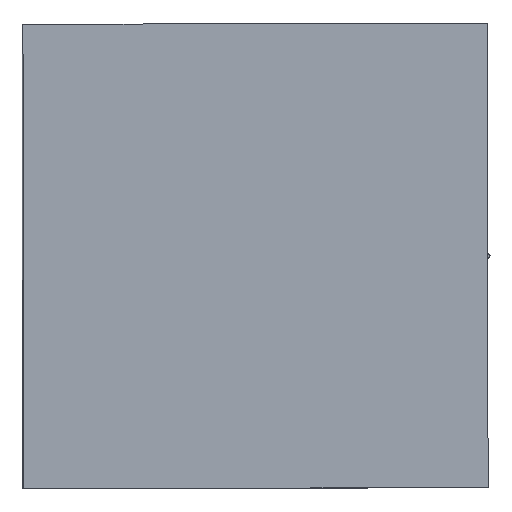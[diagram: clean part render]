
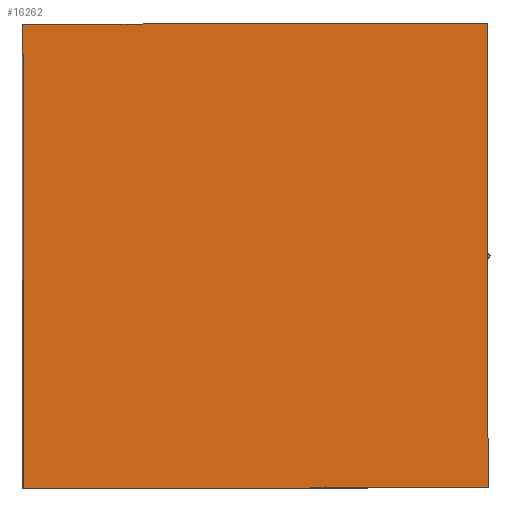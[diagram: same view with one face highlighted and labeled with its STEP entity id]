
A CAD part, top view. The second image highlights one B-rep face of the part: STEP entity #16262.
In plain terms, the highlighted face is planar.
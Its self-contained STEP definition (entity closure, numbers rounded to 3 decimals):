
#1207=FACE_OUTER_BOUND('',#2209,.T.);
#2209=EDGE_LOOP('',(#14615,#14616,#14617,#14618));
#4121=LINE('',#26527,#6041);
#4124=LINE('',#26533,#6044);
#4127=LINE('',#26539,#6047);
#4130=LINE('',#26543,#6050);
#6041=VECTOR('',#21882,10.);
#6044=VECTOR('',#21887,10.);
#6047=VECTOR('',#21892,10.);
#6050=VECTOR('',#21897,10.);
#7867=VERTEX_POINT('',#26524);
#7868=VERTEX_POINT('',#26526);
#7870=VERTEX_POINT('',#26532);
#7872=VERTEX_POINT('',#26538);
#10113=EDGE_CURVE('',#7868,#7867,#4121,.T.);
#10116=EDGE_CURVE('',#7870,#7868,#4124,.T.);
#10119=EDGE_CURVE('',#7872,#7870,#4127,.T.);
#10122=EDGE_CURVE('',#7867,#7872,#4130,.T.);
#14615=ORIENTED_EDGE('',*,*,#10122,.T.);
#14616=ORIENTED_EDGE('',*,*,#10119,.T.);
#14617=ORIENTED_EDGE('',*,*,#10116,.T.);
#14618=ORIENTED_EDGE('',*,*,#10113,.T.);
#15374=PLANE('',#17528);
#16262=ADVANCED_FACE('',(#1207),#15374,.T.);
#17528=AXIS2_PLACEMENT_3D('',#26544,#21898,#21899);
#21882=DIRECTION('',(0.,1.,0.));
#21887=DIRECTION('',(1.,0.,0.));
#21892=DIRECTION('',(0.,-1.,0.));
#21897=DIRECTION('',(-1.,0.,0.));
#21898=DIRECTION('center_axis',(0.,0.,1.));
#21899=DIRECTION('ref_axis',(1.,0.,0.));
#26524=CARTESIAN_POINT('',(110.,110.,30.));
#26526=CARTESIAN_POINT('',(110.,-110.,30.));
#26527=CARTESIAN_POINT('',(110.,110.,30.));
#26532=CARTESIAN_POINT('',(-110.,-110.,30.));
#26533=CARTESIAN_POINT('',(110.,-110.,30.));
#26538=CARTESIAN_POINT('',(-110.,110.,30.));
#26539=CARTESIAN_POINT('',(-110.,-110.,30.));
#26543=CARTESIAN_POINT('',(-110.,110.,30.));
#26544=CARTESIAN_POINT('Origin',(0.,0.,
30.));
